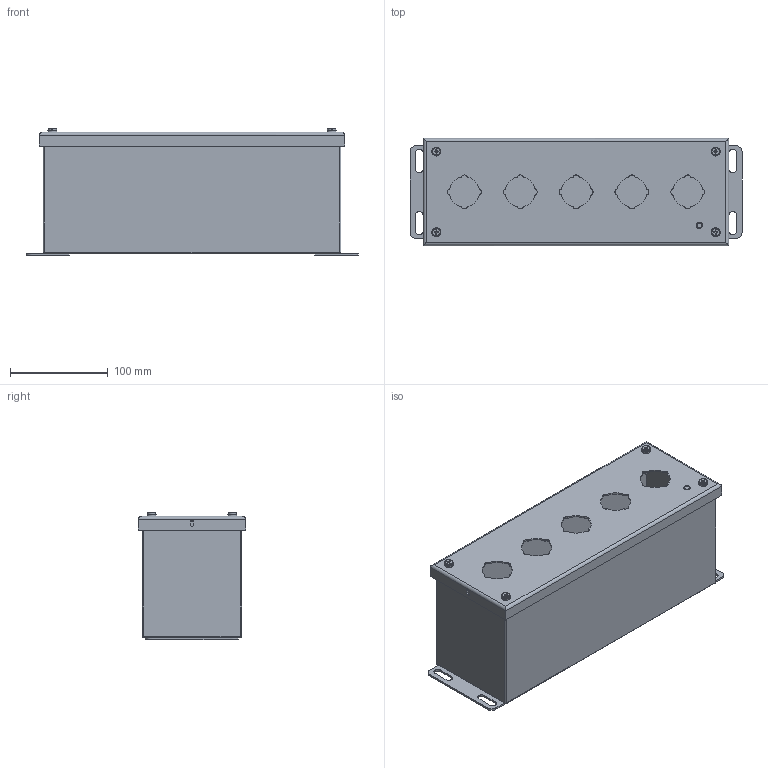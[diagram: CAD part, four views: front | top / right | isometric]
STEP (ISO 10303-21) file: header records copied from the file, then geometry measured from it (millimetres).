
FILE_DESCRIPTION (( 'STEP AP214' ), '1' );
FILE_NAME ('SCE-5PBX-RAL1018.STEP', '2021-08-11T16:52:09', ( '' ), ( '' ), 'SwSTEP 2.0', 'SolidWorks 2021', '' );
FILE_SCHEMA (( 'AUTOMOTIVE_DESIGN' ));
Length unit declared in the file: inch
Products named in the file (1): SCE-5PBX-RAL1018
Bounding box: 339.73 x 109.73 x 130.14 mm (x, y, z)
Volume: 294417.8 mm3; surface area: 385872.2 mm2
Topology: 19 solids, 19 shells, 599 faces, 1536 edges, 916 vertices
Faces by surface type: cylinder 228, plane 209, bspline 128, cone 18, sphere 16
Full cylindrical faces by diameter (mm): 3.708 x4, 4.775 x5, 4.826 x5, 5.588 x4, 6.35 x4, 6.36 x4, 6.502 x1, 6.604 x4, 6.858 x4, 7.112 x1, 7.417 x8, 8.052 x4, 8.484 x4, 8.636 x4, 9.195 x4, 11.092 x4
Entity records: 28437 total; most frequent: CARTESIAN_POINT 7606, ORIENTED_EDGE 2544, DIRECTION 2542, EDGE_CURVE 1272, AXIS2_PLACEMENT_3D 982, VERTEX_POINT 854, EDGE_LOOP 782, FACE_OUTER_BOUND 695
